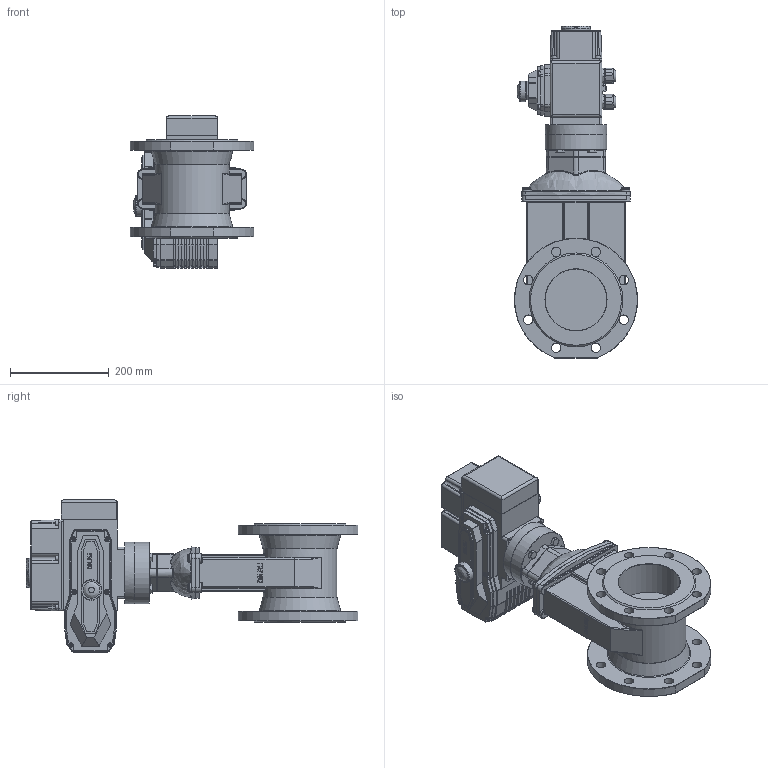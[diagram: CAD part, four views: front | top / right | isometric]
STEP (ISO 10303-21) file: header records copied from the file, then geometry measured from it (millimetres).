
FILE_DESCRIPTION(/* description */ (''),/* implementation_level */ '2;1');
FILE_NAME(/* name */ 'DN125_3D_STEP.stp',/* time_stamp */ '2025-02-07T12:34:10+03:00',/* author */ ('igorr'),/* organization */ (''),/* preprocessor_version */ 'ST-DEVELOPER v20',/* originating_system */ 'Autodesk Inventor 2025',/* authorisation */ '');
FILE_SCHEMA (('AUTOMOTIVE_DESIGN { 1 0 10303 214 3 1 1 }'));
Length unit declared in the file: millimetre
Products named in the file (11): Сборка; Сборка_Чертежная; Деталь1; Rivet GB/T 1015-1986-8 X 14; Сборка_1; Деталь; AS 1420 - 1973 - M3 x 6; AS 1420 - 1973 - M6 x 16; AS 1420 - 1973 - M5 x 16; Деталь3; AS 1110 - M10 x 16
Assembly tree (29 placements, depth 3):
  Сборка
    Сборка_Чертежная
      Деталь1
      Rivet GB/T 1015-1986-8 X 14  x4
    Сборка_1
      Деталь
      AS 1420 - 1973 - M3 x 6  x4
      AS 1420 - 1973 - M6 x 16  x6
      AS 1420 - 1973 - M5 x 16  x6
      Деталь3
    AS 1110 - M10 x 16  x4
Bounding box: 250 x 672.5 x 308 mm (x, y, z)
Volume: 12337036 mm3; surface area: 891113.6 mm2
Topology: 29 solids, 34 shells, 1473 faces, 3703 edges, 2366 vertices
Faces by surface type: plane 748, cylinder 424, torus 110, bspline 98, cone 85, sphere 8
Full cylindrical faces by diameter (mm): 3 x4, 5 x6, 5.5 x4, 6 x6, 6.16 x4, 7 x4, 8 x4, 8.5 x6, 9 x4, 10 x18, 12 x4, 13.606 x2, 14.22 x4, 16 x4, 18 x5, 19 x16, 20 x2, 27.184 x2, 30 x1, 32 x1, 41.63 x1, 41.932 x1, 44 x1, 48.957 x1, 60 x2, 70 x1, 125 x4, 150 x1
Entity records: 40090 total; most frequent: CARTESIAN_POINT 9849, ORIENTED_EDGE 6002, DIRECTION 5976, EDGE_CURVE 3001, AXIS2_PLACEMENT_3D 2109, VERTEX_POINT 1922, LINE 1758, VECTOR 1758
